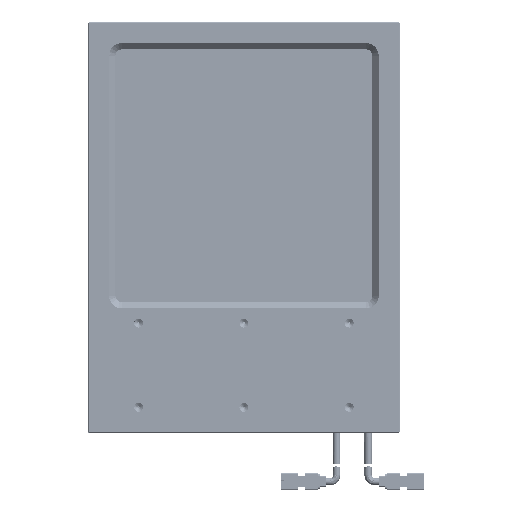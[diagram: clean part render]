
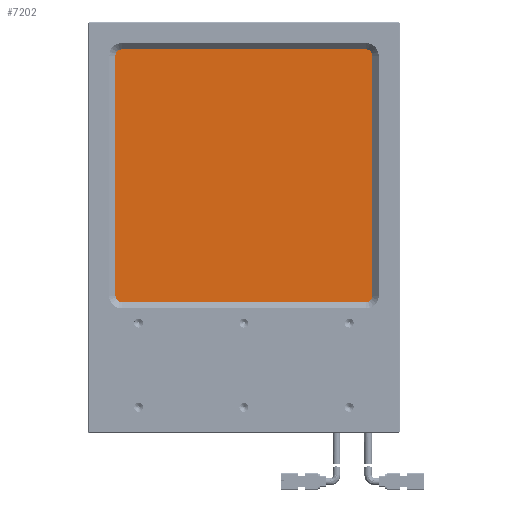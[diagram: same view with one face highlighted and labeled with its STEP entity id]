
A CAD part, top view. The second image highlights one B-rep face of the part: STEP entity #7202.
In plain terms, the highlighted planar face has unit normal (0, 0, 1).
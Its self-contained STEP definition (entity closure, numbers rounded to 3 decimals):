
#688 = EDGE_CURVE ( 'NONE', #109010, #113803, #101675, .T. ) ;
#7202 = ADVANCED_FACE ( 'NONE', ( #144076 ), #43552, .F. ) ;
#15771 = EDGE_LOOP ( 'NONE', ( #17402, #72809, #88121, #67738 ) ) ;
#17402 = ORIENTED_EDGE ( 'NONE', *, *, #688, .F. ) ;
#17945 = CARTESIAN_POINT ( 'NONE',  ( 59.469, -72.9, 303.069 ) ) ;
#20383 = DIRECTION ( 'NONE',  ( 0., 0., -1. ) ) ;
#20695 = VECTOR ( 'NONE', #53746, 1000. ) ;
#24678 = EDGE_CURVE ( 'NONE', #34686, #113803, #78625, .T. ) ;
#25843 = CARTESIAN_POINT ( 'NONE',  ( 130.369, -135.8, 303.069 ) ) ;
#28152 = EDGE_CURVE ( 'NONE', #99777, #34686, #67464, .T. ) ;
#31723 = CARTESIAN_POINT ( 'NONE',  ( 59.469, -10., 303.069 ) ) ;
#34686 = VERTEX_POINT ( 'NONE', #56307 ) ;
#37729 = VECTOR ( 'NONE', #134846, 1000. ) ;
#38550 = CARTESIAN_POINT ( 'NONE',  ( 130.369, -10., 303.069 ) ) ;
#43552 = PLANE ( 'NONE',  #149981 ) ;
#52717 = LINE ( 'NONE', #17945, #20695 ) ;
#53746 = DIRECTION ( 'NONE',  ( 0., -1., 0. ) ) ;
#56307 = CARTESIAN_POINT ( 'NONE',  ( 201.269, -135.8, 303.069 ) ) ;
#67464 = LINE ( 'NONE', #25843, #127597 ) ;
#67738 = ORIENTED_EDGE ( 'NONE', *, *, #24678, .T. ) ;
#72809 = ORIENTED_EDGE ( 'NONE', *, *, #118472, .T. ) ;
#74910 = VECTOR ( 'NONE', #134379, 1000. ) ;
#78625 = LINE ( 'NONE', #85991, #74910 ) ;
#85991 = CARTESIAN_POINT ( 'NONE',  ( 201.269, -72.9, 303.069 ) ) ;
#88121 = ORIENTED_EDGE ( 'NONE', *, *, #28152, .T. ) ;
#92433 = CARTESIAN_POINT ( 'NONE',  ( 56.633, -138.316, 303.069 ) ) ;
#99777 = VERTEX_POINT ( 'NONE', #105394 ) ;
#101675 = LINE ( 'NONE', #38550, #37729 ) ;
#104525 = DIRECTION ( 'NONE',  ( 0., 1., 0. ) ) ;
#105394 = CARTESIAN_POINT ( 'NONE',  ( 59.469, -135.8, 303.069 ) ) ;
#109010 = VERTEX_POINT ( 'NONE', #31723 ) ;
#113803 = VERTEX_POINT ( 'NONE', #148595 ) ;
#118472 = EDGE_CURVE ( 'NONE', #109010, #99777, #52717, .T. ) ;
#124734 = DIRECTION ( 'NONE',  ( 1., 0., 0. ) ) ;
#127597 = VECTOR ( 'NONE', #124734, 1000. ) ;
#134379 = DIRECTION ( 'NONE',  ( 0., 1., 0. ) ) ;
#134846 = DIRECTION ( 'NONE',  ( 1., 0., 0. ) ) ;
#144076 = FACE_OUTER_BOUND ( 'NONE', #15771, .T. ) ;
#148595 = CARTESIAN_POINT ( 'NONE',  ( 201.269, -10., 303.069 ) ) ;
#149981 = AXIS2_PLACEMENT_3D ( 'NONE', #92433, #20383, #104525 ) ;
